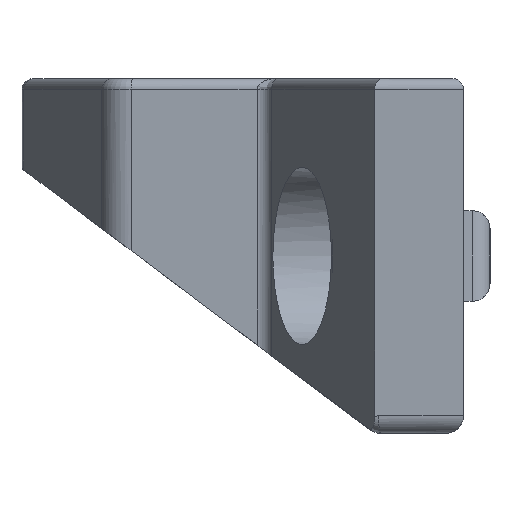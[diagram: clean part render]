
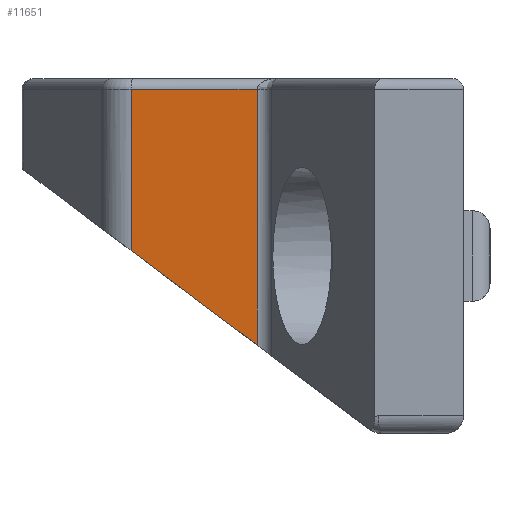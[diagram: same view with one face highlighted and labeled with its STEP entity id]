
A CAD part, left-side view. The second image highlights one B-rep face of the part: STEP entity #11651.
In plain terms, the highlighted planar face has unit normal (-0.993, 0.117, 0).
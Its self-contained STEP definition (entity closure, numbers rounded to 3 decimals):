
#3796 = CYLINDRICAL_SURFACE('',#3797,0.6);
#3797 = AXIS2_PLACEMENT_3D('',#3798,#3799,#3800);
#3798 = CARTESIAN_POINT('',(-78.51,50.176,103.4));
#3799 = DIRECTION('',(-0.117,-0.993,0.));
#3800 = DIRECTION('',(0.,0.,1.));
#5852 = CYLINDRICAL_SURFACE('',#5853,2.);
#5853 = AXIS2_PLACEMENT_3D('',#5854,#5855,#5856);
#5854 = CARTESIAN_POINT('',(-77.12,50.011,95.25));
#5855 = DIRECTION('',(0.,0.,1.));
#5856 = DIRECTION('',(-0.313,0.95,0.));
#5880 = PLANE('',#5881);
#5881 = AXIS2_PLACEMENT_3D('',#5882,#5883,#5884);
#5882 = CARTESIAN_POINT('',(0.,56.512,99.));
#5883 = DIRECTION('',(0.,-0.6,0.8));
#5884 = DIRECTION('',(0.,-0.8,-0.6));
#7135 = VERTEX_POINT('',#7136);
#7136 = CARTESIAN_POINT('',(-79.106,50.246,103.4));
#7183 = EDGE_CURVE('',#7135,#7184,#7186,.T.);
#7184 = VERTEX_POINT('',#7185);
#7185 = CARTESIAN_POINT('',(-79.946,43.144,103.4));
#7186 = SURFACE_CURVE('',#7187,(#7191,#7198),.PCURVE_S1.);
#7187 = LINE('',#7188,#7189);
#7188 = CARTESIAN_POINT('',(-79.106,50.246,103.4));
#7189 = VECTOR('',#7190,1.);
#7190 = DIRECTION('',(-0.117,-0.993,0.));
#7191 = PCURVE('',#3796,#7192);
#7192 = DEFINITIONAL_REPRESENTATION('',(#7193),#7197);
#7193 = LINE('',#7194,#7195);
#7194 = CARTESIAN_POINT('',(1.571,0.));
#7195 = VECTOR('',#7196,1.);
#7196 = DIRECTION('',(0.,1.));
#7197 = ( GEOMETRIC_REPRESENTATION_CONTEXT(2) 
PARAMETRIC_REPRESENTATION_CONTEXT() REPRESENTATION_CONTEXT('2D SPACE',''
  ) );
#7198 = PCURVE('',#7199,#7204);
#7199 = PLANE('',#7200);
#7200 = AXIS2_PLACEMENT_3D('',#7201,#7202,#7203);
#7201 = CARTESIAN_POINT('',(-78.957,51.512,84.));
#7202 = DIRECTION('',(0.993,-0.117,0.));
#7203 = DIRECTION('',(-0.117,-0.993,0.));
#7204 = DEFINITIONAL_REPRESENTATION('',(#7205),#7209);
#7205 = LINE('',#7206,#7207);
#7206 = CARTESIAN_POINT('',(1.274,-19.4));
#7207 = VECTOR('',#7208,1.);
#7208 = DIRECTION('',(1.,-0.));
#7209 = ( GEOMETRIC_REPRESENTATION_CONTEXT(2) 
PARAMETRIC_REPRESENTATION_CONTEXT() REPRESENTATION_CONTEXT('2D SPACE',''
  ) );
#10785 = EDGE_CURVE('',#10786,#10788,#10790,.T.);
#10786 = VERTEX_POINT('',#10787);
#10787 = CARTESIAN_POINT('',(-79.106,50.246,
    94.301));
#10788 = VERTEX_POINT('',#10789);
#10789 = CARTESIAN_POINT('',(-79.946,43.144,
    88.974));
#10790 = SURFACE_CURVE('',#10791,(#10795,#10802),.PCURVE_S1.);
#10791 = LINE('',#10792,#10793);
#10792 = CARTESIAN_POINT('',(-78.63,54.274,
    97.322));
#10793 = VECTOR('',#10794,1.);
#10794 = DIRECTION('',(-0.094,-0.796,
    -0.597));
#10795 = PCURVE('',#5880,#10796);
#10796 = DEFINITIONAL_REPRESENTATION('',(#10797),#10801);
#10797 = LINE('',#10798,#10799);
#10798 = CARTESIAN_POINT('',(2.797,-78.63));
#10799 = VECTOR('',#10800,1.);
#10800 = DIRECTION('',(0.996,-0.094));
#10801 = ( GEOMETRIC_REPRESENTATION_CONTEXT(2) 
PARAMETRIC_REPRESENTATION_CONTEXT() REPRESENTATION_CONTEXT('2D SPACE',''
  ) );
#10802 = PCURVE('',#7199,#10803);
#10803 = DEFINITIONAL_REPRESENTATION('',(#10804),#10808);
#10804 = LINE('',#10805,#10806);
#10805 = CARTESIAN_POINT('',(-2.782,-13.322));
#10806 = VECTOR('',#10807,1.);
#10807 = DIRECTION('',(0.802,0.597));
#10808 = ( GEOMETRIC_REPRESENTATION_CONTEXT(2) 
PARAMETRIC_REPRESENTATION_CONTEXT() REPRESENTATION_CONTEXT('2D SPACE',''
  ) );
#10827 = CYLINDRICAL_SURFACE('',#10828,1.);
#10828 = AXIS2_PLACEMENT_3D('',#10829,#10830,#10831);
#10829 = CARTESIAN_POINT('',(-80.939,43.262,88.5));
#10830 = DIRECTION('',(0.,0.,1.));
#10831 = DIRECTION('',(0.313,-0.95,0.));
#11057 = EDGE_CURVE('',#10786,#7135,#11058,.T.);
#11058 = SURFACE_CURVE('',#11059,(#11063,#11070),.PCURVE_S1.);
#11059 = LINE('',#11060,#11061);
#11060 = CARTESIAN_POINT('',(-79.106,50.246,95.25));
#11061 = VECTOR('',#11062,1.);
#11062 = DIRECTION('',(0.,0.,1.));
#11063 = PCURVE('',#5852,#11064);
#11064 = DEFINITIONAL_REPRESENTATION('',(#11065),#11069);
#11065 = LINE('',#11066,#11067);
#11066 = CARTESIAN_POINT('',(1.134,0.));
#11067 = VECTOR('',#11068,1.);
#11068 = DIRECTION('',(0.,1.));
#11069 = ( GEOMETRIC_REPRESENTATION_CONTEXT(2) 
PARAMETRIC_REPRESENTATION_CONTEXT() REPRESENTATION_CONTEXT('2D SPACE',''
  ) );
#11070 = PCURVE('',#7199,#11071);
#11071 = DEFINITIONAL_REPRESENTATION('',(#11072),#11076);
#11072 = LINE('',#11073,#11074);
#11073 = CARTESIAN_POINT('',(1.274,-11.25));
#11074 = VECTOR('',#11075,1.);
#11075 = DIRECTION('',(0.,-1.));
#11076 = ( GEOMETRIC_REPRESENTATION_CONTEXT(2) 
PARAMETRIC_REPRESENTATION_CONTEXT() REPRESENTATION_CONTEXT('2D SPACE',''
  ) );
#11651 = ADVANCED_FACE('',(#11652),#7199,.F.);
#11652 = FACE_BOUND('',#11653,.F.);
#11653 = EDGE_LOOP('',(#11654,#11655,#11676,#11677));
#11654 = ORIENTED_EDGE('',*,*,#7183,.T.);
#11655 = ORIENTED_EDGE('',*,*,#11656,.F.);
#11656 = EDGE_CURVE('',#10788,#7184,#11657,.T.);
#11657 = SURFACE_CURVE('',#11658,(#11662,#11669),.PCURVE_S1.);
#11658 = LINE('',#11659,#11660);
#11659 = CARTESIAN_POINT('',(-79.946,43.144,88.5));
#11660 = VECTOR('',#11661,1.);
#11661 = DIRECTION('',(0.,0.,1.));
#11662 = PCURVE('',#7199,#11663);
#11663 = DEFINITIONAL_REPRESENTATION('',(#11664),#11668);
#11664 = LINE('',#11665,#11666);
#11665 = CARTESIAN_POINT('',(8.426,-4.5));
#11666 = VECTOR('',#11667,1.);
#11667 = DIRECTION('',(0.,-1.));
#11668 = ( GEOMETRIC_REPRESENTATION_CONTEXT(2) 
PARAMETRIC_REPRESENTATION_CONTEXT() REPRESENTATION_CONTEXT('2D SPACE',''
  ) );
#11669 = PCURVE('',#10827,#11670);
#11670 = DEFINITIONAL_REPRESENTATION('',(#11671),#11675);
#11671 = LINE('',#11672,#11673);
#11672 = CARTESIAN_POINT('',(1.134,0.));
#11673 = VECTOR('',#11674,1.);
#11674 = DIRECTION('',(0.,1.));
#11675 = ( GEOMETRIC_REPRESENTATION_CONTEXT(2) 
PARAMETRIC_REPRESENTATION_CONTEXT() REPRESENTATION_CONTEXT('2D SPACE',''
  ) );
#11676 = ORIENTED_EDGE('',*,*,#10785,.F.);
#11677 = ORIENTED_EDGE('',*,*,#11057,.T.);
